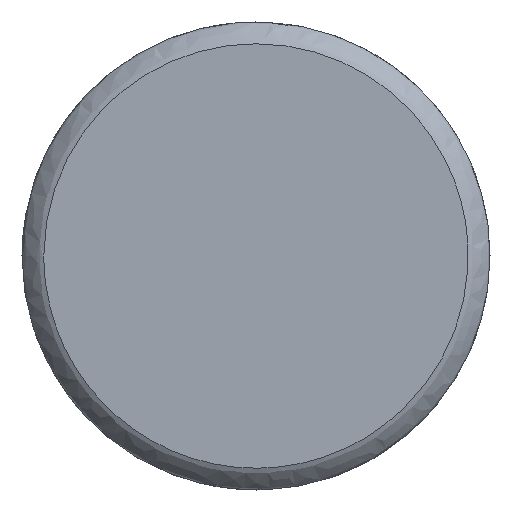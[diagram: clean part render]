
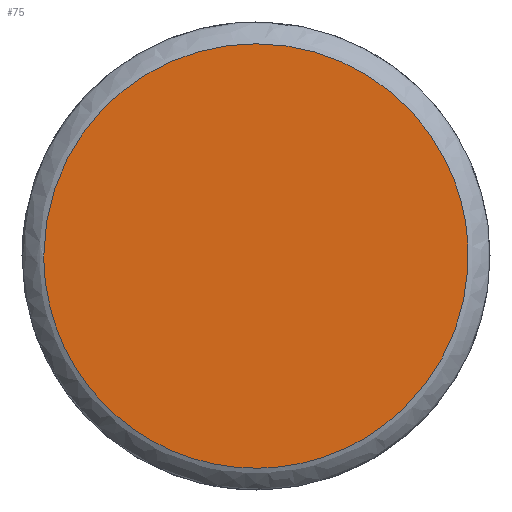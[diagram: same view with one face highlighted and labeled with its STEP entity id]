
A CAD part, front view. The second image highlights one B-rep face of the part: STEP entity #75.
In plain terms, the highlighted planar face has unit normal (0, -1, 0).
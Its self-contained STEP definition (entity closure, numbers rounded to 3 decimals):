
#25=PLANE('',#94);
#29=FACE_OUTER_BOUND('',#35,.T.);
#35=EDGE_LOOP('',(#61));
#43=B_SPLINE_CURVE_WITH_KNOTS('',3,(#334,#335,#336,#337,#338,#339,#340,
#341,#342,#343,#344,#345,#346,#347,#348,#349,#350,#351,#352,#353),
 .UNSPECIFIED.,.T.,.F.,(4,1,1,1,1,1,1,1,1,1,1,1,1,1,1,1,1,4),(-21.328,
-19.805,-18.281,-16.25,-15.742,
-15.234,-13.203,-12.188,-11.172,
-9.141,-8.633,-8.125,-7.109,
-6.094,-4.57,-3.047,-1.523,
0.),.UNSPECIFIED.);
#44=VERTEX_POINT('',#303);
#51=EDGE_CURVE('',#44,#44,#43,.T.);
#61=ORIENTED_EDGE('',*,*,#51,.F.);
#75=ADVANCED_FACE('',(#29),#25,.F.);
#94=AXIS2_PLACEMENT_3D('',#354,#104,#105);
#104=DIRECTION('center_axis',(0.,1.,0.));
#105=DIRECTION('ref_axis',(1.,0.,0.));
#303=CARTESIAN_POINT('',(-34.1,-9.,0.));
#334=CARTESIAN_POINT('Ctrl Pts',(-34.1,-9.,0.));
#335=CARTESIAN_POINT('Ctrl Pts',(-34.1,-9.,5.101));
#336=CARTESIAN_POINT('Ctrl Pts',(-31.772,-9.,15.294));
#337=CARTESIAN_POINT('Ctrl Pts',(-20.905,-9.,28.949));
#338=CARTESIAN_POINT('Ctrl Pts',(-7.679,-9.,34.158));
#339=CARTESIAN_POINT('Ctrl Pts',(2.558,-9.,34.123));
#340=CARTESIAN_POINT('Ctrl Pts',(12.683,-9.,32.633));
#341=CARTESIAN_POINT('Ctrl Pts',(23.45,-9.,26.397));
#342=CARTESIAN_POINT('Ctrl Pts',(31.176,-9.,15.014));
#343=CARTESIAN_POINT('Ctrl Pts',(35.259,-9.,1.874));
#344=CARTESIAN_POINT('Ctrl Pts',(33.419,-9.,-10.427));
#345=CARTESIAN_POINT('Ctrl Pts',(28.275,-9.,-19.279));
#346=CARTESIAN_POINT('Ctrl Pts',(24.031,-9.,-24.616));
#347=CARTESIAN_POINT('Ctrl Pts',(17.305,-9.,-29.973));
#348=CARTESIAN_POINT('Ctrl Pts',(6.103,-9.,-34.379));
#349=CARTESIAN_POINT('Ctrl Pts',(-7.848,-9.,-34.383));
#350=CARTESIAN_POINT('Ctrl Pts',(-21.988,-9.,-27.572));
#351=CARTESIAN_POINT('Ctrl Pts',(-31.775,-9.,-15.301));
#352=CARTESIAN_POINT('Ctrl Pts',(-34.1,-9.,-5.101));
#353=CARTESIAN_POINT('Ctrl Pts',(-34.1,-9.,0.));
#354=CARTESIAN_POINT('Origin',(0.,-9.,0.));
